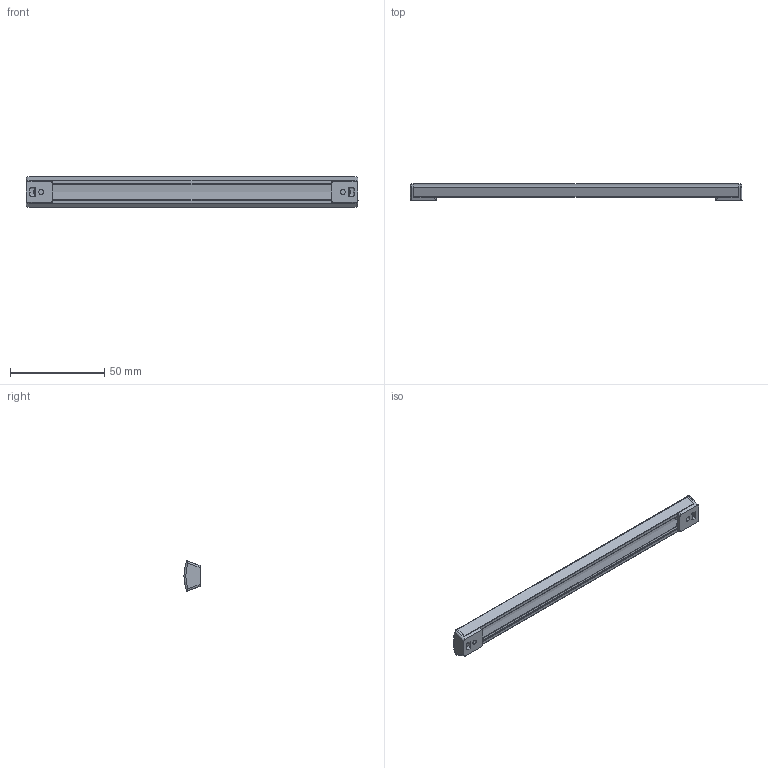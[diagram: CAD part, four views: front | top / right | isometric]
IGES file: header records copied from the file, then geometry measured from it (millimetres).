
Start section: SolidWorks IGES file using analytic representation for surfaces
Global section: file name: Athos Bas.IGS; native system: SolidWorks 2018; preprocessor: SolidWorks 2018; author: ebischoff; date: 181025.104211; units: millimetre
Bounding box: 176 x 8.5 x 16 mm (x, y, z)
Surface area: 12275.4 mm2 (no closed solid volume)
Topology: 0 solids, 0 shells, 236 faces, 4474 edges, 4462 vertices
Faces by surface type: bspline 130, revolution 106
